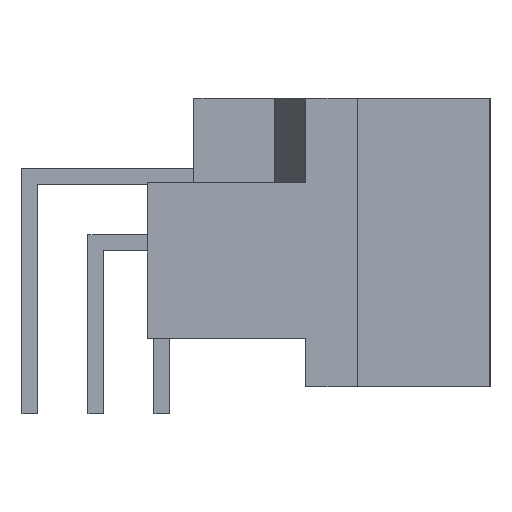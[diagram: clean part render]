
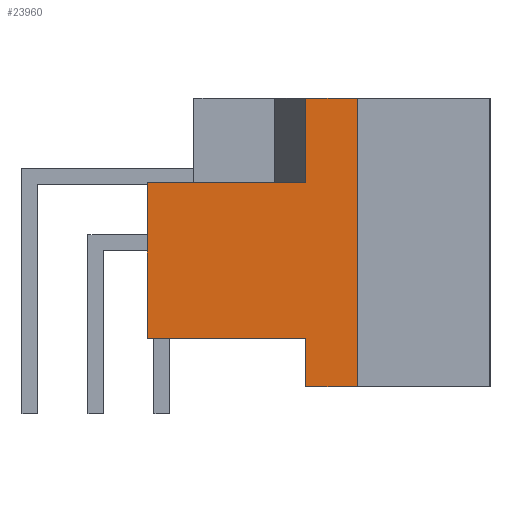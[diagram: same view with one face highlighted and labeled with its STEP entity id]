
A CAD part, left-side view. The second image highlights one B-rep face of the part: STEP entity #23960.
In plain terms, the highlighted planar face has unit normal (-1, 0, 0).
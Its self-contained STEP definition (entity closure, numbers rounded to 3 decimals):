
#3968 = VERTEX_POINT ( 'NONE', #45189 ) ;
#4619 = DIRECTION ( 'NONE',  ( 0., 1., 0. ) ) ;
#4623 = CARTESIAN_POINT ( 'NONE',  ( -40.443, -8.288, 2.3 ) ) ;
#4668 = LINE ( 'NONE', #4623, #11789 ) ;
#4948 = DIRECTION ( 'NONE',  ( 0., 0., -1. ) ) ;
#4954 = CARTESIAN_POINT ( 'NONE',  ( -40.443, -6.288, -5.5 ) ) ;
#4976 = LINE ( 'NONE', #4954, #11755 ) ;
#6554 = DIRECTION ( 'NONE',  ( 0., 1., 0. ) ) ;
#6556 = CARTESIAN_POINT ( 'NONE',  ( -40.443, -8.288, -5.55 ) ) ;
#6564 = LINE ( 'NONE', #6556, #11438 ) ;
#8133 = EDGE_CURVE ( 'NONE', #24088, #23495, #6564, .T. ) ;
#8389 = EDGE_CURVE ( 'NONE', #3968, #23495, #4976, .T. ) ;
#8419 = EDGE_CURVE ( 'NONE', #23694, #23581, #4668, .T. ) ;
#8563 = EDGE_CURVE ( 'NONE', #23830, #23694, #40856, .T. ) ;
#8583 = EDGE_CURVE ( 'NONE', #23581, #23635, #40712, .T. ) ;
#8793 = EDGE_CURVE ( 'NONE', #23635, #3968, #40192, .T. ) ;
#9667 = EDGE_LOOP ( 'NONE', ( #45309, #43613, #45844, #44303, #45095, #45537, #22807, #45798 ) ) ;
#11438 = VECTOR ( 'NONE', #6554, 1000. ) ;
#11755 = VECTOR ( 'NONE', #4948, 1000. ) ;
#11789 = VECTOR ( 'NONE', #4619, 1000. ) ;
#11937 = VECTOR ( 'NONE', #40850, 1000. ) ;
#11956 = VECTOR ( 'NONE', #40685, 1000. ) ;
#12167 = VECTOR ( 'NONE', #40194, 1000. ) ;
#21544 = CARTESIAN_POINT ( 'NONE',  ( -40.443, -6.288, -5.55 ) ) ;
#22233 = CARTESIAN_POINT ( 'NONE',  ( -40.443, -0.188, 2.3 ) ) ;
#22807 = ORIENTED_EDGE ( 'NONE', *, *, #8563, .T. ) ;
#23495 = VERTEX_POINT ( 'NONE', #21544 ) ;
#23581 = VERTEX_POINT ( 'NONE', #22233 ) ;
#23635 = VERTEX_POINT ( 'NONE', #25028 ) ;
#23694 = VERTEX_POINT ( 'NONE', #25428 ) ;
#23701 = VERTEX_POINT ( 'NONE', #25474 ) ;
#23830 = VERTEX_POINT ( 'NONE', #26402 ) ;
#23960 = ADVANCED_FACE ( 'NONE', ( #27528 ), #27529, .T. ) ;
#24088 = VERTEX_POINT ( 'NONE', #28406 ) ;
#25028 = CARTESIAN_POINT ( 'NONE',  ( -40.443, -0.188, -3.7 ) ) ;
#25428 = CARTESIAN_POINT ( 'NONE',  ( -40.443, -6.288, 2.3 ) ) ;
#25474 = CARTESIAN_POINT ( 'NONE',  ( -40.443, -8.288, 5.55 ) ) ;
#26402 = CARTESIAN_POINT ( 'NONE',  ( -40.443, -6.288, 5.55 ) ) ;
#27528 = FACE_OUTER_BOUND ( 'NONE', #9667, .T. ) ;
#27529 = PLANE ( 'NONE',  #40793 ) ;
#27539 = CARTESIAN_POINT ( 'NONE',  ( -40.443, -8.288, -5.5 ) ) ;
#27540 = DIRECTION ( 'NONE',  ( -1., 0., 0. ) ) ;
#27541 = DIRECTION ( 'NONE',  ( 0., 0., 1. ) ) ;
#28406 = CARTESIAN_POINT ( 'NONE',  ( -40.443, -8.288, -5.55 ) ) ;
#36818 = EDGE_CURVE ( 'NONE', #23701, #24088, #48825, .T. ) ;
#37300 = EDGE_CURVE ( 'NONE', #23830, #23701, #49289, .T. ) ;
#40192 = LINE ( 'NONE', #40899, #12167 ) ;
#40194 = DIRECTION ( 'NONE',  ( 0., -1., 0. ) ) ;
#40685 = DIRECTION ( 'NONE',  ( 0., 0., -1. ) ) ;
#40689 = CARTESIAN_POINT ( 'NONE',  ( -40.443, -0.188, -5.5 ) ) ;
#40712 = LINE ( 'NONE', #40689, #11956 ) ;
#40793 = AXIS2_PLACEMENT_3D ( 'NONE', #27539, #27540, #27541 ) ;
#40850 = DIRECTION ( 'NONE',  ( 0., 0., -1. ) ) ;
#40854 = CARTESIAN_POINT ( 'NONE',  ( -40.443, -6.288, -5.5 ) ) ;
#40856 = LINE ( 'NONE', #40854, #11937 ) ;
#40899 = CARTESIAN_POINT ( 'NONE',  ( -40.443, -8.288, -3.7 ) ) ;
#43613 = ORIENTED_EDGE ( 'NONE', *, *, #8793, .T. ) ;
#44303 = ORIENTED_EDGE ( 'NONE', *, *, #8133, .F. ) ;
#45095 = ORIENTED_EDGE ( 'NONE', *, *, #36818, .F. ) ;
#45189 = CARTESIAN_POINT ( 'NONE',  ( -40.443, -6.288, -3.7 ) ) ;
#45309 = ORIENTED_EDGE ( 'NONE', *, *, #8583, .T. ) ;
#45537 = ORIENTED_EDGE ( 'NONE', *, *, #37300, .F. ) ;
#45798 = ORIENTED_EDGE ( 'NONE', *, *, #8419, .T. ) ;
#45844 = ORIENTED_EDGE ( 'NONE', *, *, #8389, .T. ) ;
#46812 = VECTOR ( 'NONE', #48828, 1000. ) ;
#48825 = LINE ( 'NONE', #48827, #46812 ) ;
#48827 = CARTESIAN_POINT ( 'NONE',  ( -40.443, -8.288, 5.5 ) ) ;
#48828 = DIRECTION ( 'NONE',  ( 0., 0., -1. ) ) ;
#49289 = LINE ( 'NONE', #49305, #49679 ) ;
#49305 = CARTESIAN_POINT ( 'NONE',  ( -40.443, -6.288, 5.55 ) ) ;
#49306 = DIRECTION ( 'NONE',  ( 0., -1., 0. ) ) ;
#49679 = VECTOR ( 'NONE', #49306, 1000. ) ;
